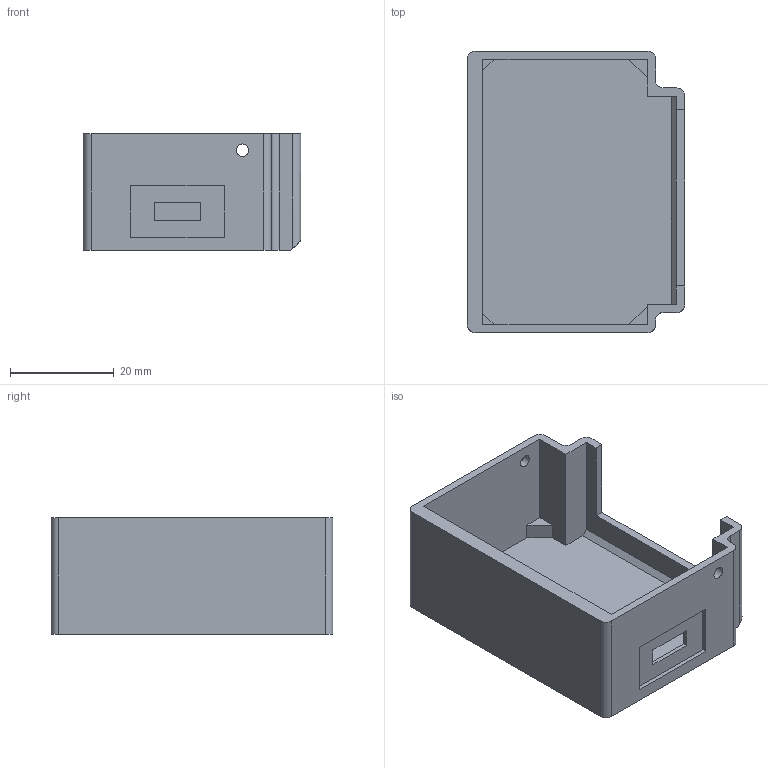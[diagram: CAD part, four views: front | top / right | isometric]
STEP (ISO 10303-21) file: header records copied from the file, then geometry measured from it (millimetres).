
FILE_DESCRIPTION(/* description */ (''),/* implementation_level */ '2;1');
FILE_NAME(/* name */ 'Horizontal med pcb conn board v41.step',/* time_stamp */ '2023-01-01T13:52:52+01:00',/* author */ (''),/* organization */ (''),/* preprocessor_version */ 'ST-DEVELOPER v19.2',/* originating_system */ 'Autodesk Translation Framework v11.17.0.187',/* authorisation */ '');
FILE_SCHEMA (('AUTOMOTIVE_DESIGN { 1 0 10303 214 3 1 1 }'));
Length unit declared in the file: millimetre
Products named in the file (1): Horizontal med pcb conn board
Bounding box: 41.8 x 54.2 x 22.5 mm (x, y, z)
Volume: 7561.9 mm3; surface area: 11435.5 mm2
Topology: 1 solids, 1 shells, 52 faces, 147 edges, 98 vertices
Faces by surface type: plane 42, cylinder 10
Full cylindrical faces by diameter (mm): 2.4 x2
Entity records: 1705 total; most frequent: CARTESIAN_POINT 298, ORIENTED_EDGE 294, DIRECTION 273, EDGE_CURVE 147, LINE 127, VECTOR 127, VERTEX_POINT 98, AXIS2_PLACEMENT_3D 73
